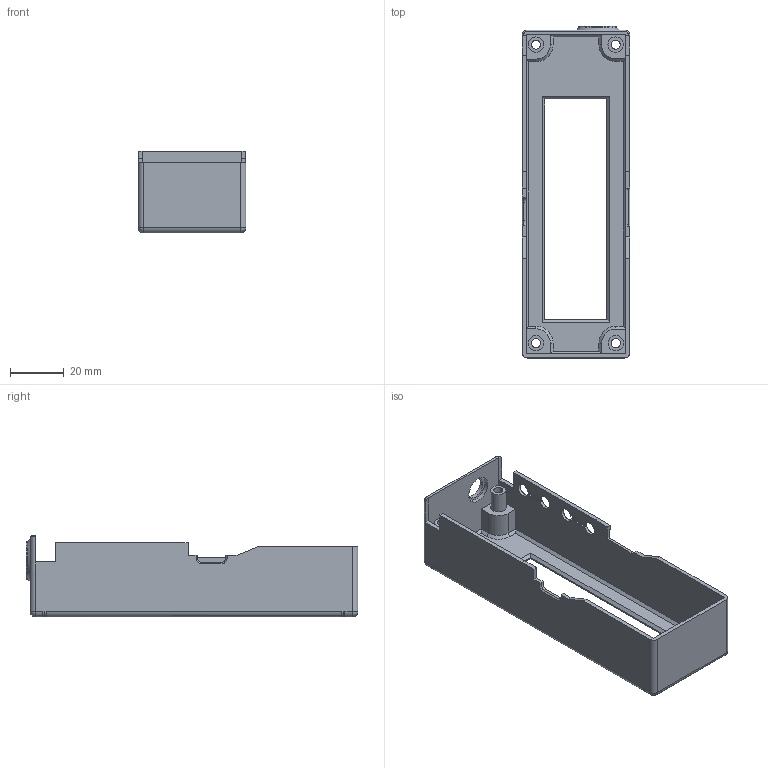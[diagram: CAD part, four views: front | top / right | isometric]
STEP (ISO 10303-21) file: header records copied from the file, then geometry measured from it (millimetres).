
FILE_DESCRIPTION(('FreeCAD Model'),'2;1');
FILE_NAME('Open CASCADE Shape Model','2023-07-03T19:18:52',('Author'),( ''),'Open CASCADE STEP processor 7.6','FreeCAD','Unknown');
FILE_SCHEMA(('AUTOMOTIVE_DESIGN { 1 0 10303 214 1 1 1 1 }'));
Length unit declared in the file: millimetre
Products named in the file (1): Split_i0
Bounding box: 40 x 123 x 30.29 mm (x, y, z)
Volume: 18139.4 mm3; surface area: 23348.6 mm2
Topology: 1 solids, 1 shells, 180 faces, 470 edges, 292 vertices
Faces by surface type: plane 116, cylinder 36, cone 16, bspline 8, sphere 4
Full cylindrical faces by diameter (mm): 3.4 x4, 5 x4, 5.7 x4, 8 x1, 10 x1, 14 x1
Entity records: 11572 total; most frequent: CARTESIAN_POINT 2632, DIRECTION 1534, LINE 969, VECTOR 969, ORIENTED_EDGE 932, PCURVE 932, DEFINITIONAL_REPRESENTATION 932, EDGE_CURVE 466
